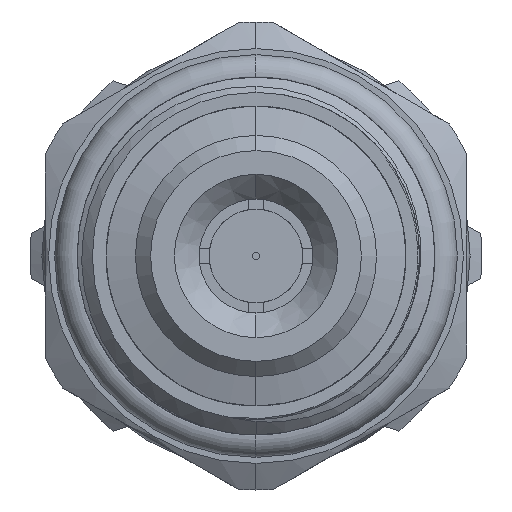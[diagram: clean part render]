
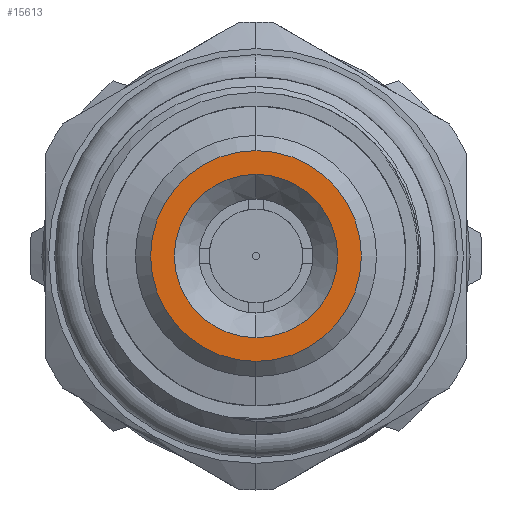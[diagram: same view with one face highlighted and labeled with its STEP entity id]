
A CAD part, left-side view. The second image highlights one B-rep face of the part: STEP entity #15613.
In plain terms, the highlighted planar face has unit normal (-1, 0, 0).
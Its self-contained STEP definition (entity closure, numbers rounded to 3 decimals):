
#1018 = CARTESIAN_POINT ( 'NONE',  ( -16.7, 0., 0. ) ) ;
#1019 = DIRECTION ( 'NONE',  ( 1., 0., 0. ) ) ;
#1020 = DIRECTION ( 'NONE',  ( 0., 0., -1. ) ) ;
#1021 = CARTESIAN_POINT ( 'NONE',  ( -16.7, 0., 0. ) ) ;
#1022 = DIRECTION ( 'NONE',  ( -1., 0., 0. ) ) ;
#1023 = DIRECTION ( 'NONE',  ( 0., 0., -1. ) ) ;
#1946 = CIRCLE ( 'NONE', #15160, 4.3 ) ;
#1968 = CIRCLE ( 'NONE', #15177, 5.55 ) ;
#2180 = CIRCLE ( 'NONE', #15213, 4.3 ) ;
#2194 = CIRCLE ( 'NONE', #15214, 5.55 ) ;
#2451 = FACE_BOUND ( 'NONE', #13758, .T. ) ;
#2456 = FACE_OUTER_BOUND ( 'NONE', #13765, .T. ) ;
#10479 = CARTESIAN_POINT ( 'NONE',  ( -16.7, 0., 0. ) ) ;
#10480 = DIRECTION ( 'NONE',  ( 1., 0., 0. ) ) ;
#10481 = DIRECTION ( 'NONE',  ( 0., 0., -1. ) ) ;
#10533 = CARTESIAN_POINT ( 'NONE',  ( -16.7, 0., 0. ) ) ;
#10534 = DIRECTION ( 'NONE',  ( -1., 0., 0. ) ) ;
#10535 = DIRECTION ( 'NONE',  ( 0., 0., -1. ) ) ;
#11691 = CARTESIAN_POINT ( 'NONE',  ( -16.7, 0., 4.3 ) ) ;
#11692 = CARTESIAN_POINT ( 'NONE',  ( -16.7, 0., -4.3 ) ) ;
#11706 = CARTESIAN_POINT ( 'NONE',  ( -16.7, 0., 5.55 ) ) ;
#11709 = CARTESIAN_POINT ( 'NONE',  ( -16.7, 0., -5.55 ) ) ;
#13758 = EDGE_LOOP ( 'NONE', ( #17604, #17605 ) ) ;
#13765 = EDGE_LOOP ( 'NONE', ( #17606, #17607 ) ) ;
#14191 = VERTEX_POINT ( 'NONE', #11691 ) ;
#14192 = VERTEX_POINT ( 'NONE', #11692 ) ;
#14206 = VERTEX_POINT ( 'NONE', #11706 ) ;
#14209 = VERTEX_POINT ( 'NONE', #11709 ) ;
#14746 = EDGE_CURVE ( 'NONE', #14191, #14192, #1946, .T. ) ;
#14764 = EDGE_CURVE ( 'NONE', #14206, #14209, #1968, .T. ) ;
#14976 = EDGE_CURVE ( 'NONE', #14192, #14191, #2180, .T. ) ;
#14977 = EDGE_CURVE ( 'NONE', #14209, #14206, #2194, .T. ) ;
#15160 = AXIS2_PLACEMENT_3D ( 'NONE', #10479, #10480, #10481 ) ;
#15177 = AXIS2_PLACEMENT_3D ( 'NONE', #10533, #10534, #10535 ) ;
#15213 = AXIS2_PLACEMENT_3D ( 'NONE', #1018, #1019, #1020 ) ;
#15214 = AXIS2_PLACEMENT_3D ( 'NONE', #1021, #1022, #1023 ) ;
#15360 = AXIS2_PLACEMENT_3D ( 'NONE', #20611, #20617, #20618 ) ;
#15613 = ADVANCED_FACE ( 'NONE', ( #2451, #2456 ), #20612, .F. ) ;
#17604 = ORIENTED_EDGE ( 'NONE', *, *, #14746, .T. ) ;
#17605 = ORIENTED_EDGE ( 'NONE', *, *, #14976, .T. ) ;
#17606 = ORIENTED_EDGE ( 'NONE', *, *, #14977, .T. ) ;
#17607 = ORIENTED_EDGE ( 'NONE', *, *, #14764, .T. ) ;
#20611 = CARTESIAN_POINT ( 'NONE',  ( -16.7, 0., 0. ) ) ;
#20612 = PLANE ( 'NONE',  #15360 ) ;
#20617 = DIRECTION ( 'NONE',  ( 1., 0., 0. ) ) ;
#20618 = DIRECTION ( 'NONE',  ( 0., 0., -1. ) ) ;
